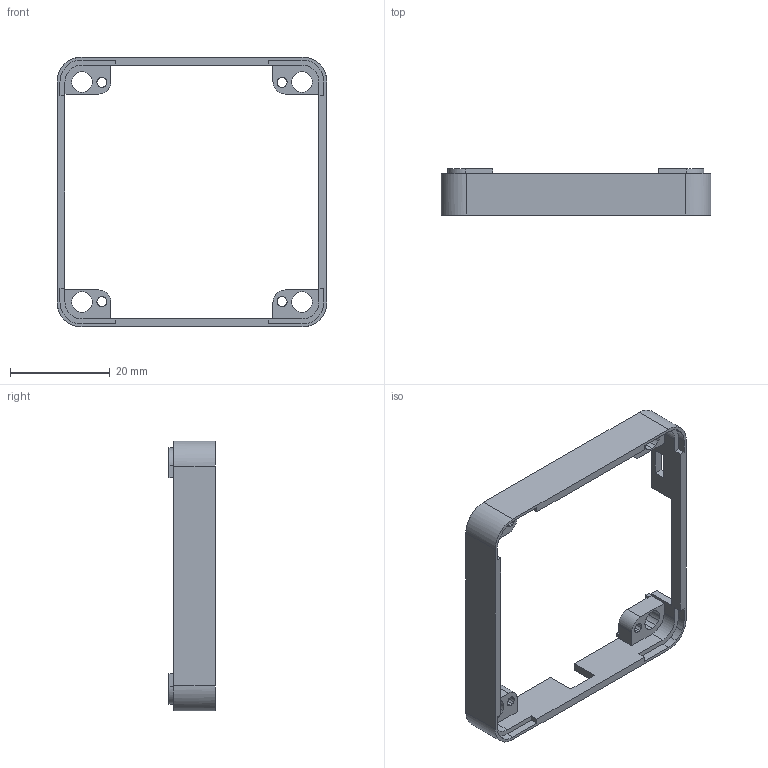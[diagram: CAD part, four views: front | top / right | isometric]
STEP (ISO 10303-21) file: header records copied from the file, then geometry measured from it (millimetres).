
FILE_DESCRIPTION(/* description */ (''),/* implementation_level */ '2;1');
FILE_NAME(/* name */ 'MOTOR_8.3mm_0.7mm v2.step',/* time_stamp */ '2019-04-29T09:34:55+09:00',/* author */ ('tomorrow56'),/* organization */ (''),/* preprocessor_version */ 'ST-DEVELOPER v17.2',/* originating_system */ 'Autodesk Translation Framework v7.6.0.251',/* authorisation */ '');
FILE_SCHEMA (('AUTOMOTIVE_DESIGN { 1 0 10303 214 3 1 1 }'));
Length unit declared in the file: millimetre
Products named in the file (1): MOTOR_8.3mm_0.7mm
Bounding box: 54 x 9.3 x 54 mm (x, y, z)
Volume: 2796.8 mm3; surface area: 4357.2 mm2
Topology: 1 solids, 1 shells, 230 faces, 678 edges, 449 vertices
Faces by surface type: bspline 128, plane 94, cylinder 8
Entity records: 10018 total; most frequent: CARTESIAN_POINT 4670, ORIENTED_EDGE 1356, EDGE_CURVE 678, DIRECTION 652, VERTEX_POINT 449, LINE 414, VECTOR 414, EDGE_LOOP 249
